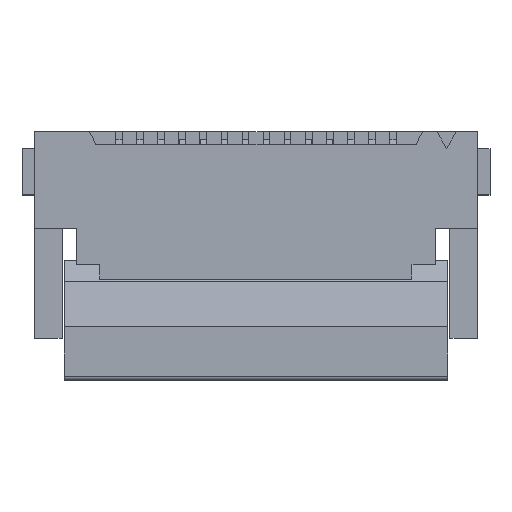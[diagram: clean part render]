
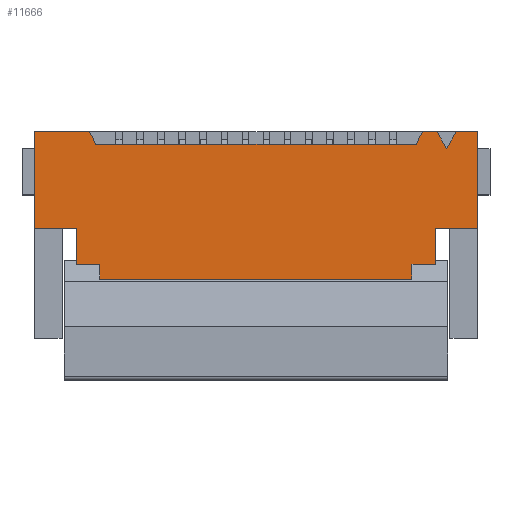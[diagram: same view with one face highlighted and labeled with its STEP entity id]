
A CAD part, top view. The second image highlights one B-rep face of the part: STEP entity #11666.
In plain terms, the highlighted face is planar.
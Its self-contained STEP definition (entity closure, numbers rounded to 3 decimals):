
#233=FACE_OUTER_BOUND('',#820,.T.);
#820=EDGE_LOOP('',(#8523,#8524,#8525,#8526,#8527,#8528,#8529,#8530,#8531,
#8532,#8533,#8534,#8535,#8536,#8537,#8538,#8539,#8540,#8541));
#1602=LINE('',#16257,#3305);
#1671=LINE('',#16388,#3374);
#1783=LINE('',#16632,#3486);
#1784=LINE('',#16635,#3487);
#1795=LINE('',#16656,#3498);
#1796=LINE('',#16658,#3499);
#1797=LINE('',#16660,#3500);
#1798=LINE('',#16661,#3501);
#1799=LINE('',#16663,#3502);
#1800=LINE('',#16665,#3503);
#1801=LINE('',#16667,#3504);
#1802=LINE('',#16669,#3505);
#1803=LINE('',#16671,#3506);
#1804=LINE('',#16673,#3507);
#1805=LINE('',#16675,#3508);
#1806=LINE('',#16677,#3509);
#1807=LINE('',#16679,#3510);
#1808=LINE('',#16681,#3511);
#1809=LINE('',#16682,#3512);
#3305=VECTOR('',#13145,1000.);
#3374=VECTOR('',#13240,1000.);
#3486=VECTOR('',#13548,1000.);
#3487=VECTOR('',#13551,1000.);
#3498=VECTOR('',#13566,1000.);
#3499=VECTOR('',#13567,1000.);
#3500=VECTOR('',#13568,1000.);
#3501=VECTOR('',#13569,1000.);
#3502=VECTOR('',#13570,1000.);
#3503=VECTOR('',#13571,1000.);
#3504=VECTOR('',#13572,1000.);
#3505=VECTOR('',#13573,1000.);
#3506=VECTOR('',#13574,1000.);
#3507=VECTOR('',#13575,1000.);
#3508=VECTOR('',#13576,1000.);
#3509=VECTOR('',#13577,1000.);
#3510=VECTOR('',#13578,1000.);
#3511=VECTOR('',#13579,1000.);
#3512=VECTOR('',#13580,1000.);
#4941=VERTEX_POINT('',#16254);
#4942=VERTEX_POINT('',#16256);
#4990=VERTEX_POINT('',#16385);
#4991=VERTEX_POINT('',#16387);
#5025=VERTEX_POINT('',#16630);
#5026=VERTEX_POINT('',#16634);
#5034=VERTEX_POINT('',#16655);
#5035=VERTEX_POINT('',#16657);
#5036=VERTEX_POINT('',#16659);
#5037=VERTEX_POINT('',#16662);
#5038=VERTEX_POINT('',#16664);
#5039=VERTEX_POINT('',#16666);
#5040=VERTEX_POINT('',#16668);
#5041=VERTEX_POINT('',#16670);
#5042=VERTEX_POINT('',#16672);
#5043=VERTEX_POINT('',#16674);
#5044=VERTEX_POINT('',#16676);
#5045=VERTEX_POINT('',#16678);
#5046=VERTEX_POINT('',#16680);
#6144=EDGE_CURVE('',#4941,#4942,#1602,.T.);
#6213=EDGE_CURVE('',#4991,#4990,#1671,.T.);
#6325=EDGE_CURVE('',#5025,#4941,#1783,.T.);
#6326=EDGE_CURVE('',#4942,#5026,#1784,.T.);
#6337=EDGE_CURVE('',#5034,#5025,#1795,.T.);
#6338=EDGE_CURVE('',#5035,#5034,#1796,.T.);
#6339=EDGE_CURVE('',#5035,#5036,#1797,.T.);
#6340=EDGE_CURVE('',#5036,#4991,#1798,.T.);
#6341=EDGE_CURVE('',#4990,#5037,#1799,.T.);
#6342=EDGE_CURVE('',#5037,#5038,#1800,.T.);
#6343=EDGE_CURVE('',#5039,#5038,#1801,.T.);
#6344=EDGE_CURVE('',#5040,#5039,#1802,.T.);
#6345=EDGE_CURVE('',#5041,#5040,#1803,.T.);
#6346=EDGE_CURVE('',#5042,#5041,#1804,.T.);
#6347=EDGE_CURVE('',#5043,#5042,#1805,.T.);
#6348=EDGE_CURVE('',#5044,#5043,#1806,.T.);
#6349=EDGE_CURVE('',#5045,#5044,#1807,.T.);
#6350=EDGE_CURVE('',#5046,#5045,#1808,.T.);
#6351=EDGE_CURVE('',#5026,#5046,#1809,.T.);
#8523=ORIENTED_EDGE('',*,*,#6337,.F.);
#8524=ORIENTED_EDGE('',*,*,#6338,.F.);
#8525=ORIENTED_EDGE('',*,*,#6339,.T.);
#8526=ORIENTED_EDGE('',*,*,#6340,.T.);
#8527=ORIENTED_EDGE('',*,*,#6213,.T.);
#8528=ORIENTED_EDGE('',*,*,#6341,.T.);
#8529=ORIENTED_EDGE('',*,*,#6342,.T.);
#8530=ORIENTED_EDGE('',*,*,#6343,.F.);
#8531=ORIENTED_EDGE('',*,*,#6344,.F.);
#8532=ORIENTED_EDGE('',*,*,#6345,.F.);
#8533=ORIENTED_EDGE('',*,*,#6346,.F.);
#8534=ORIENTED_EDGE('',*,*,#6347,.F.);
#8535=ORIENTED_EDGE('',*,*,#6348,.F.);
#8536=ORIENTED_EDGE('',*,*,#6349,.F.);
#8537=ORIENTED_EDGE('',*,*,#6350,.F.);
#8538=ORIENTED_EDGE('',*,*,#6351,.F.);
#8539=ORIENTED_EDGE('',*,*,#6326,.F.);
#8540=ORIENTED_EDGE('',*,*,#6144,.F.);
#8541=ORIENTED_EDGE('',*,*,#6325,.F.);
#11080=PLANE('',#12268);
#11666=ADVANCED_FACE('',(#233),#11080,.T.);
#12268=AXIS2_PLACEMENT_3D('',#16654,#13564,#13565);
#13145=DIRECTION('',(0.,0.,1.));
#13240=DIRECTION('',(0.,0.,1.));
#13548=DIRECTION('',(1.,0.,0.));
#13551=DIRECTION('',(1.,0.,0.));
#13564=DIRECTION('center_axis',(0.,1.,0.));
#13565=DIRECTION('ref_axis',(0.,0.,1.));
#13566=DIRECTION('',(0.,0.,1.));
#13567=DIRECTION('',(1.,0.,0.));
#13568=DIRECTION('',(0.,0.,1.));
#13569=DIRECTION('',(-1.,0.,0.));
#13570=DIRECTION('',(-1.,0.,0.));
#13571=DIRECTION('',(0.,0.,1.));
#13572=DIRECTION('',(-1.,0.,0.));
#13573=DIRECTION('',(-0.5,0.,0.866));
#13574=DIRECTION('',(-0.5,0.,-0.866));
#13575=DIRECTION('',(-1.,0.,0.));
#13576=DIRECTION('',(-0.454,0.,0.891));
#13577=DIRECTION('',(-1.,0.,0.));
#13578=DIRECTION('',(-0.454,0.,-0.891));
#13579=DIRECTION('',(-1.,0.,0.));
#13580=DIRECTION('',(0.,0.,1.));
#16254=CARTESIAN_POINT('',(4.25,2.,-3.15));
#16256=CARTESIAN_POINT('',(4.25,2.,-2.3));
#16257=CARTESIAN_POINT('',(4.25,2.,-2.3));
#16385=CARTESIAN_POINT('',(-4.25,2.,-2.3));
#16387=CARTESIAN_POINT('',(-4.25,2.,-3.15));
#16388=CARTESIAN_POINT('',(-4.25,2.,-2.3));
#16630=CARTESIAN_POINT('',(3.7,2.,-3.15));
#16632=CARTESIAN_POINT('',(4.25,2.,-3.15));
#16634=CARTESIAN_POINT('',(5.25,2.,-2.3));
#16635=CARTESIAN_POINT('',(5.25,2.,-2.3));
#16654=CARTESIAN_POINT('Origin',(-5.25,2.,-4.9));
#16655=CARTESIAN_POINT('',(3.7,2.,-3.5));
#16656=CARTESIAN_POINT('',(3.7,2.,-3.15));
#16657=CARTESIAN_POINT('',(-3.7,2.,-3.5));
#16658=CARTESIAN_POINT('',(3.7,2.,-3.5));
#16659=CARTESIAN_POINT('',(-3.7,2.,-3.15));
#16660=CARTESIAN_POINT('',(-3.7,2.,-3.15));
#16661=CARTESIAN_POINT('',(-4.25,2.,-3.15));
#16662=CARTESIAN_POINT('',(-5.25,2.,-2.3));
#16663=CARTESIAN_POINT('',(-5.25,2.,-2.3));
#16664=CARTESIAN_POINT('',(-5.25,2.,0.));
#16665=CARTESIAN_POINT('',(-5.25,2.,-4.9));
#16666=CARTESIAN_POINT('',(-4.751,2.,0.));
#16667=CARTESIAN_POINT('',(-5.25,2.,0.));
#16668=CARTESIAN_POINT('',(-4.52,2.,-0.4));
#16669=CARTESIAN_POINT('',(-4.52,2.,-0.4));
#16670=CARTESIAN_POINT('',(-4.289,2.,0.));
#16671=CARTESIAN_POINT('',(-4.289,2.,0.));
#16672=CARTESIAN_POINT('',(-3.953,2.,0.));
#16673=CARTESIAN_POINT('',(-5.25,2.,0.));
#16674=CARTESIAN_POINT('',(-3.8,2.,-0.3));
#16675=CARTESIAN_POINT('',(-3.8,2.,-0.3));
#16676=CARTESIAN_POINT('',(3.8,2.,-0.3));
#16677=CARTESIAN_POINT('',(3.8,2.,-0.3));
#16678=CARTESIAN_POINT('',(3.953,2.,0.));
#16679=CARTESIAN_POINT('',(3.953,2.,0.));
#16680=CARTESIAN_POINT('',(5.25,2.,0.));
#16681=CARTESIAN_POINT('',(-5.25,2.,0.));
#16682=CARTESIAN_POINT('',(5.25,2.,-4.9));
